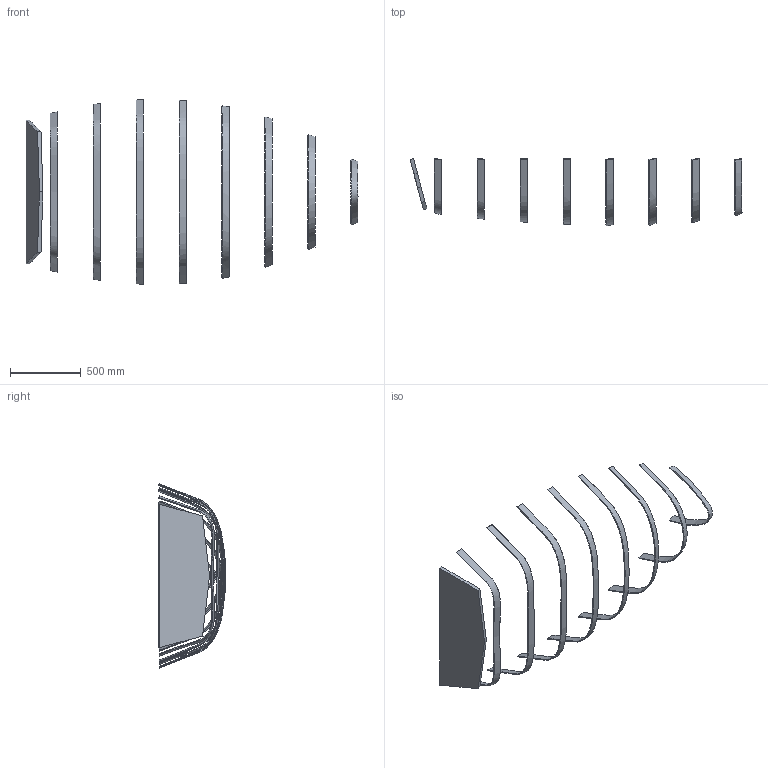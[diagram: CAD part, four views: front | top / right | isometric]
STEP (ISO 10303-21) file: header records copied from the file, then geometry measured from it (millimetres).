
FILE_DESCRIPTION (( 'STEP AP203' ), '1' );
FILE_NAME ('Frame_Vertical_Ribs.STEP', '2018-06-17T19:57:49', ( '' ), ( '' ), 'SwSTEP 2.0', 'SolidWorks 2017', '' );
FILE_SCHEMA (( 'CONFIG_CONTROL_DESIGN' ));
Length unit declared in the file: inch
Products named in the file (1): Frame_Vertical_Ribs
Bounding box: 2354.41 x 478.64 x 1307.42 mm (x, y, z)
Volume: 11819590.4 mm3; surface area: 2108531.9 mm2
Topology: 9 solids, 9 shells, 59 faces, 123 edges, 82 vertices
Faces by surface type: bspline 32, plane 27
Entity records: 4760 total; most frequent: CARTESIAN_POINT 3585, ORIENTED_EDGE 246, DIRECTION 147, EDGE_CURVE 123, VECTOR 91, LINE 91, VERTEX_POINT 82, EDGE_LOOP 59
